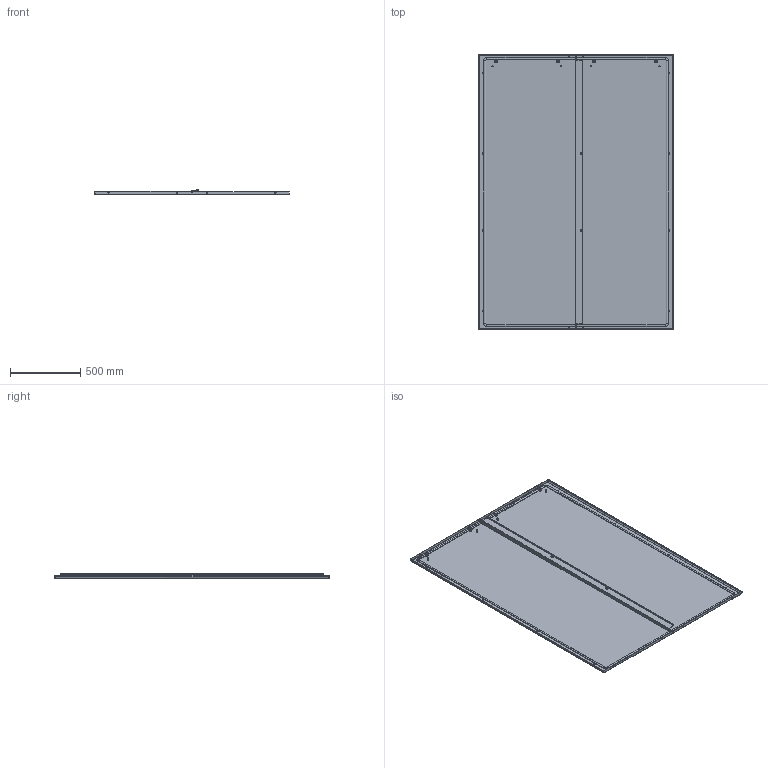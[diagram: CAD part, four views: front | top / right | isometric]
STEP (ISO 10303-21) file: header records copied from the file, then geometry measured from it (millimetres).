
FILE_DESCRIPTION (( 'STEP AP203' ), '1' );
FILE_NAME ('R5CRE20140.step', '2011-02-16T12:51:09', ( 'User' ), ( 'DKC' ), 'SwSTEP 2.0', 'SolidWorks 2010', '' );
FILE_SCHEMA (( 'CONFIG_CONTROL_DESIGN' ));
Length unit declared in the file: millimetre
Products named in the file (12): land; AC00C172 new_Default; Back_Panels right_2000x1400; Capscrew with recessed hexahedron M6 x 10_ISO 4762 M6 x 10 --- 10S; Assem_Back_Panels right_R5CRE20140; end-cap_AC00C061; R5CRE20140; Sealing_for_Back_Panels left_2000x1400; Back_Panels left_1_2000x1400; Assem_Back_Panels left_R5CRE20140; end-cap2_AC00C472; Rounded head screw with cross slot M6 x 12_ISO 7045 - M6 x 12 - Z --- 12S
Assembly tree (28 placements, depth 3):
  R5CRE20140
    Assem_Back_Panels right_R5CRE20140
      end-cap2_AC00C472  x2
      land  x4
      end-cap_AC00C061  x2
      Back_Panels right_2000x1400
      Sealing_for_Back_Panels left_2000x1400
    Capscrew with recessed hexahedron M6 x 10_ISO 4762 M6 x 10 --- 10S  x2
    Assem_Back_Panels left_R5CRE20140
      end-cap_AC00C061  x2
      land  x4
      Back_Panels left_1_2000x1400
      end-cap2_AC00C472  x2
      Sealing_for_Back_Panels left_2000x1400
    Rounded head screw with cross slot M6 x 12_ISO 7045 - M6 x 12 - Z --- 12S  x2
    AC00C172 new_Default  x2
Bounding box: 1394 x 1955 x 40 mm (x, y, z)
Volume: 4962942.6 mm3; surface area: 6296006 mm2
Topology: 34 solids, 34 shells, 4426 faces, 12714 edges, 8380 vertices
Faces by surface type: bspline 2278, plane 1048, cylinder 856, cone 176, torus 64, sphere 4
Entity records: 44422 total; most frequent: CARTESIAN_POINT 20532, ORIENTED_EDGE 5552, DIRECTION 3428, EDGE_CURVE 2776, VERTEX_POINT 1795, AXIS2_PLACEMENT_3D 1240, B_SPLINE_CURVE_WITH_KNOTS 1075, EDGE_LOOP 1073
